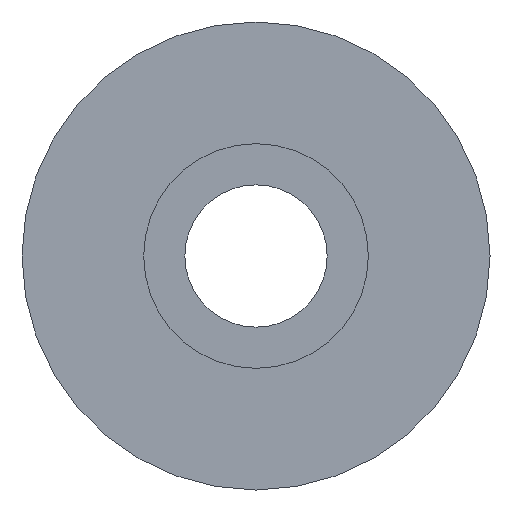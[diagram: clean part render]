
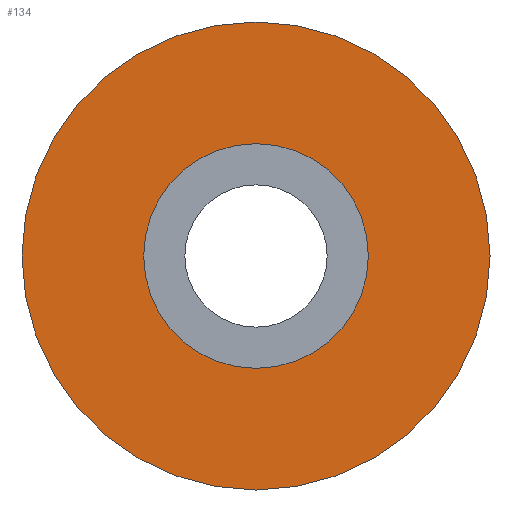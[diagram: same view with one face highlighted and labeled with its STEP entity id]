
A CAD part, front view. The second image highlights one B-rep face of the part: STEP entity #134.
In plain terms, the highlighted planar face has unit normal (0, -1, 0).
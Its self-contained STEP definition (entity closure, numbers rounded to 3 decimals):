
#17=FACE_BOUND('',#42,.T.);
#22=PLANE('',#173);
#29=FACE_OUTER_BOUND('',#41,.T.);
#41=EDGE_LOOP('',(#107));
#42=EDGE_LOOP('',(#108));
#61=CIRCLE('',#165,12.);
#65=CIRCLE('',#172,25.);
#71=VERTEX_POINT('',#234);
#75=VERTEX_POINT('',#246);
#82=EDGE_CURVE('',#71,#71,#61,.T.);
#86=EDGE_CURVE('',#75,#75,#65,.T.);
#107=ORIENTED_EDGE('',*,*,#86,.T.);
#108=ORIENTED_EDGE('',*,*,#82,.T.);
#134=ADVANCED_FACE('',(#29,#17),#22,.T.);
#165=AXIS2_PLACEMENT_3D('',#236,#190,#191);
#172=AXIS2_PLACEMENT_3D('',#247,#204,#205);
#173=AXIS2_PLACEMENT_3D('',#249,#207,#208);
#190=DIRECTION('center_axis',(0.,1.,0.));
#191=DIRECTION('ref_axis',(1.,0.,0.));
#204=DIRECTION('center_axis',(0.,-1.,0.));
#205=DIRECTION('ref_axis',(1.,0.,0.));
#207=DIRECTION('center_axis',(0.,-1.,0.));
#208=DIRECTION('ref_axis',(0.,0.,-1.));
#234=CARTESIAN_POINT('',(-12.,-5.,0.));
#236=CARTESIAN_POINT('Origin',(0.,-5.,0.));
#246=CARTESIAN_POINT('',(-25.,-5.,0.));
#247=CARTESIAN_POINT('Origin',(0.,-5.,0.));
#249=CARTESIAN_POINT('Origin',(0.,-5.,0.));
